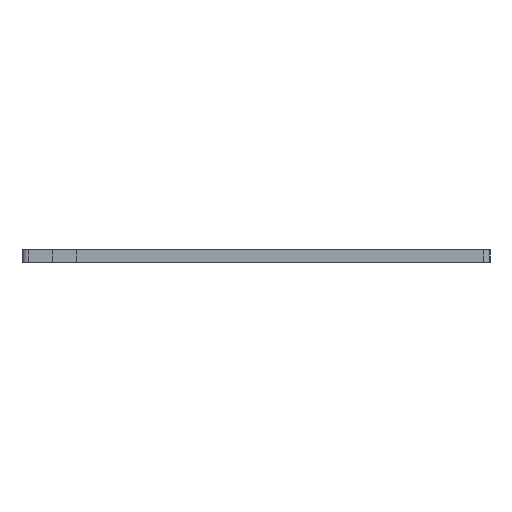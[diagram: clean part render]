
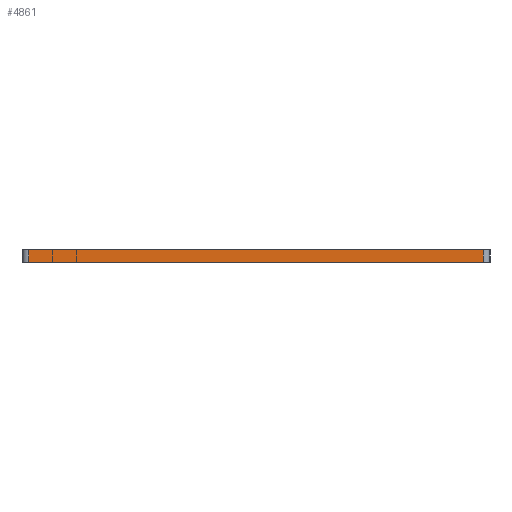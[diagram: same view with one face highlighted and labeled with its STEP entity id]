
A CAD part, left-side view. The second image highlights one B-rep face of the part: STEP entity #4861.
In plain terms, the highlighted planar face has unit normal (-1, 0, 0).
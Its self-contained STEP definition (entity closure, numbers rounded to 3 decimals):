
#183=PLANE('',#5302);
#409=FACE_OUTER_BOUND('',#648,.T.);
#648=EDGE_LOOP('',(#3962,#3963,#3964,#3965));
#1171=LINE('',#8026,#1668);
#1172=LINE('',#8028,#1669);
#1173=LINE('',#8030,#1670);
#1174=LINE('',#8031,#1671);
#1668=VECTOR('',#6599,10.);
#1669=VECTOR('',#6600,10.);
#1670=VECTOR('',#6601,10.);
#1671=VECTOR('',#6602,10.);
#2357=VERTEX_POINT('',#8024);
#2358=VERTEX_POINT('',#8025);
#2359=VERTEX_POINT('',#8027);
#2360=VERTEX_POINT('',#8029);
#3041=EDGE_CURVE('',#2357,#2358,#1171,.T.);
#3042=EDGE_CURVE('',#2357,#2359,#1172,.T.);
#3043=EDGE_CURVE('',#2360,#2359,#1173,.T.);
#3044=EDGE_CURVE('',#2358,#2360,#1174,.T.);
#3962=ORIENTED_EDGE('',*,*,#3041,.F.);
#3963=ORIENTED_EDGE('',*,*,#3042,.T.);
#3964=ORIENTED_EDGE('',*,*,#3043,.F.);
#3965=ORIENTED_EDGE('',*,*,#3044,.F.);
#4861=ADVANCED_FACE('',(#409),#183,.T.);
#5302=AXIS2_PLACEMENT_3D('',#8023,#6597,#6598);
#6597=DIRECTION('center_axis',(-1.,0.,0.));
#6598=DIRECTION('ref_axis',(0.,1.,0.));
#6599=DIRECTION('',(0.,-1.,0.));
#6600=DIRECTION('',(0.,0.,-1.));
#6601=DIRECTION('',(0.,1.,0.));
#6602=DIRECTION('',(0.,0.,-1.));
#8023=CARTESIAN_POINT('Origin',(61.9,-204.832,0.));
#8024=CARTESIAN_POINT('',(61.9,-93.732,0.));
#8025=CARTESIAN_POINT('',(61.9,-204.832,0.));
#8026=CARTESIAN_POINT('',(61.9,-93.732,0.));
#8027=CARTESIAN_POINT('',(61.9,-93.732,-3.));
#8028=CARTESIAN_POINT('',(61.9,-93.732,0.));
#8029=CARTESIAN_POINT('',(61.9,-204.832,-3.));
#8030=CARTESIAN_POINT('',(61.9,-93.732,-3.));
#8031=CARTESIAN_POINT('',(61.9,-204.832,0.));
